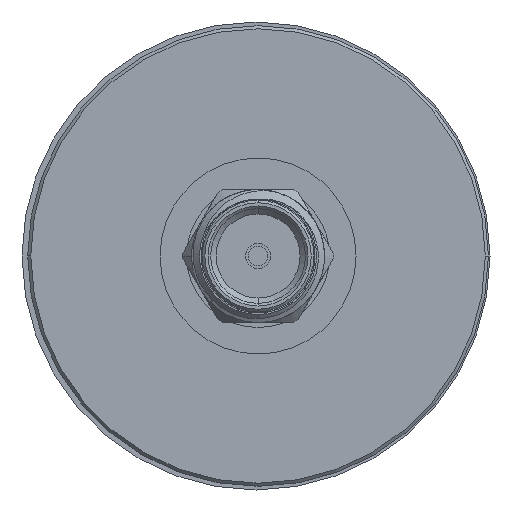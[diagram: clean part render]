
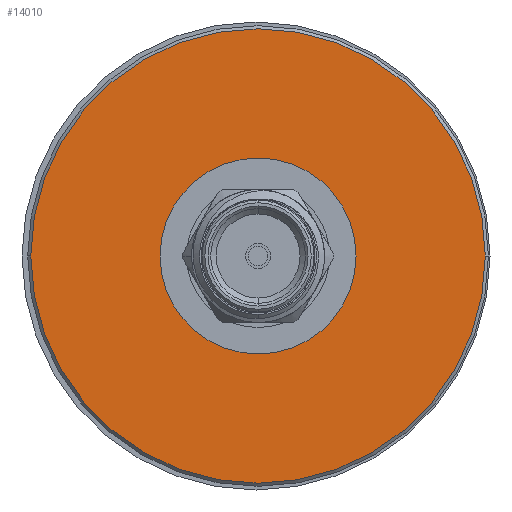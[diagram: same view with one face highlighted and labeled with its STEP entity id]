
A CAD part, left-side view. The second image highlights one B-rep face of the part: STEP entity #14010.
In plain terms, the highlighted face is planar.
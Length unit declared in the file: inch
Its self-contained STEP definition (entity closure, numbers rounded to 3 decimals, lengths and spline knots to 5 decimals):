
#186 = FACE_OUTER_BOUND ( 'NONE', #10353, .T. ) ;
#629 = AXIS2_PLACEMENT_3D ( 'NONE', #12324, #13483, #4406 ) ;
#920 = DIRECTION ( 'NONE',  ( 0., 1., 0. ) ) ;
#1135 = EDGE_CURVE ( 'NONE', #7951, #1444, #11676, .T. ) ;
#1444 = VERTEX_POINT ( 'NONE', #11945 ) ;
#1731 = DIRECTION ( 'NONE',  ( 1., 0., 0. ) ) ;
#1852 = DIRECTION ( 'NONE',  ( 0., 1., 0. ) ) ;
#2295 = AXIS2_PLACEMENT_3D ( 'NONE', #9652, #13274, #1852 ) ;
#2964 = AXIS2_PLACEMENT_3D ( 'NONE', #7431, #1731, #13245 ) ;
#3213 = EDGE_LOOP ( 'NONE', ( #8605, #8162 ) ) ;
#3242 = DIRECTION ( 'NONE',  ( 1., 0., 0. ) ) ;
#4261 = CARTESIAN_POINT ( 'NONE',  ( 0.39579, 0.18803, 0. ) ) ;
#4406 = DIRECTION ( 'NONE',  ( 0., 1., 0. ) ) ;
#4442 = ORIENTED_EDGE ( 'NONE', *, *, #4662, .T. ) ;
#4552 = AXIS2_PLACEMENT_3D ( 'NONE', #5522, #3242, #920 ) ;
#4662 = EDGE_CURVE ( 'NONE', #14520, #8397, #13185, .T. ) ;
#5329 = EDGE_CURVE ( 'NONE', #1444, #7951, #7043, .T. ) ;
#5433 = DIRECTION ( 'NONE',  ( 1., 0., 0. ) ) ;
#5522 = CARTESIAN_POINT ( 'NONE',  ( 0.39579, 0.00385, 0. ) ) ;
#6426 = CARTESIAN_POINT ( 'NONE',  ( 0.39579, 0.43102, 0. ) ) ;
#7043 = CIRCLE ( 'NONE', #2295, 0.18418 ) ;
#7153 = EDGE_CURVE ( 'NONE', #8397, #14520, #12634, .T. ) ;
#7431 = CARTESIAN_POINT ( 'NONE',  ( 0.39579, 0.00385, 0. ) ) ;
#7951 = VERTEX_POINT ( 'NONE', #4261 ) ;
#8162 = ORIENTED_EDGE ( 'NONE', *, *, #5329, .F. ) ;
#8397 = VERTEX_POINT ( 'NONE', #9587 ) ;
#8605 = ORIENTED_EDGE ( 'NONE', *, *, #1135, .F. ) ;
#9587 = CARTESIAN_POINT ( 'NONE',  ( 0.39579, -0.42332, 0. ) ) ;
#9652 = CARTESIAN_POINT ( 'NONE',  ( 0.39579, 0.00385, 0. ) ) ;
#10353 = EDGE_LOOP ( 'NONE', ( #13247, #4442 ) ) ;
#11308 = PLANE ( 'NONE',  #629 ) ;
#11676 = CIRCLE ( 'NONE', #4552, 0.18418 ) ;
#11784 = FACE_BOUND ( 'NONE', #3213, .T. ) ;
#11945 = CARTESIAN_POINT ( 'NONE',  ( 0.39579, -0.18033, 0. ) ) ;
#12296 = DIRECTION ( 'NONE',  ( 0., 1., 0. ) ) ;
#12324 = CARTESIAN_POINT ( 'NONE',  ( 0.39579, 0.43102, 0. ) ) ;
#12634 = CIRCLE ( 'NONE', #13693, 0.42717 ) ;
#13185 = CIRCLE ( 'NONE', #2964, 0.42717 ) ;
#13245 = DIRECTION ( 'NONE',  ( 0., 1., 0. ) ) ;
#13247 = ORIENTED_EDGE ( 'NONE', *, *, #7153, .T. ) ;
#13274 = DIRECTION ( 'NONE',  ( 1., 0., 0. ) ) ;
#13399 = CARTESIAN_POINT ( 'NONE',  ( 0.39579, 0.00385, 0. ) ) ;
#13483 = DIRECTION ( 'NONE',  ( 1., 0., 0. ) ) ;
#13693 = AXIS2_PLACEMENT_3D ( 'NONE', #13399, #5433, #12296 ) ;
#14010 = ADVANCED_FACE ( 'NONE', ( #186, #11784 ), #11308, .T. ) ;
#14520 = VERTEX_POINT ( 'NONE', #6426 ) ;
